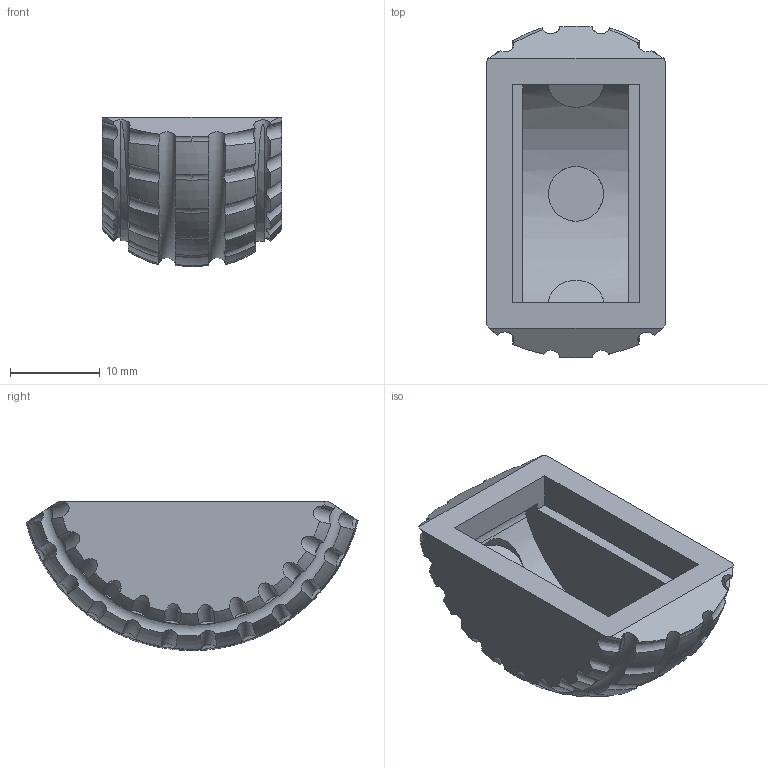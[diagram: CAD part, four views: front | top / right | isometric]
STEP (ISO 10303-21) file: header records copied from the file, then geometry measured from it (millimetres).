
FILE_DESCRIPTION( ( '' ), ' ' );
FILE_NAME( '5ee9cc96ae8015119d87a5da.step', '2020-06-17T07:56:06', ( '' ), ( '' ), ' ', ' ', ' ' );
FILE_SCHEMA( ( 'AUTOMOTIVE_DESIGN { 1 0 10303 214 1 1 1 1 }' ) );
Length unit declared in the file: metre
Products named in the file (1): foot
Bounding box: 20 x 36.95 x 16.58 mm (x, y, z)
Volume: 3786.6 mm3; surface area: 3524.5 mm2
Topology: 1 solids, 1 shells, 162 faces, 457 edges, 302 vertices
Faces by surface type: bspline 57, torus 50, revolution 24, plane 18, cylinder 13
Entity records: 9510 total; most frequent: CARTESIAN_POINT 4628, ORIENTED_EDGE 914, DIRECTION 503, EDGE_CURVE 457, VERTEX_POINT 320, B_SPLINE_CURVE_WITH_KNOTS 285, AXIS2_PLACEMENT_3D 225, EDGE_LOOP 167
